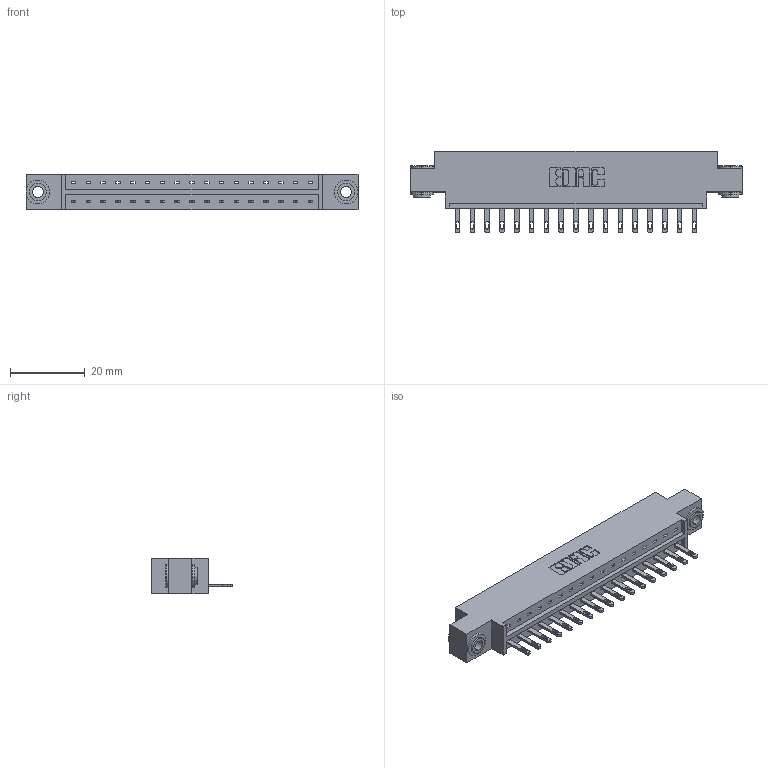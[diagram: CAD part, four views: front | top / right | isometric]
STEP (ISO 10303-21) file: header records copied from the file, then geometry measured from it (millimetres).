
FILE_DESCRIPTION (( 'STEP AP203' ), '1' );
FILE_NAME ('333-017-500-603.STEP', '2019-08-09T11:41:10', ( '' ), ( '' ), 'SwSTEP 2.0', 'SolidWorks 2016', '' );
FILE_SCHEMA (( 'CONFIG_CONTROL_DESIGN' ));
Length unit declared in the file: inch
Products named in the file (4): 333-017-500-603; 333 Part_Offset - .156 Dia - TH; 345-292-001_345-293-100; 345-250-002_345-250-002-102
Assembly tree (20 placements, depth 2):
  333-017-500-603
    333 Part_Offset - .156 Dia - TH
    345-292-001_345-293-100  x17
    345-250-002_345-250-002-102  x2
Bounding box: 88.9 x 21.85 x 9.4 mm (x, y, z)
Volume: 8533 mm3; surface area: 9535.7 mm2
Topology: 20 solids, 20 shells, 1074 faces, 3255 edges, 2166 vertices
Faces by surface type: plane 696, cylinder 370, cone 8
Entity records: 14338 total; most frequent: CARTESIAN_POINT 2456, ORIENTED_EDGE 2402, DIRECTION 2157, EDGE_CURVE 1201, VECTOR 1045, LINE 1045, VERTEX_POINT 798, AXIS2_PLACEMENT_3D 556
